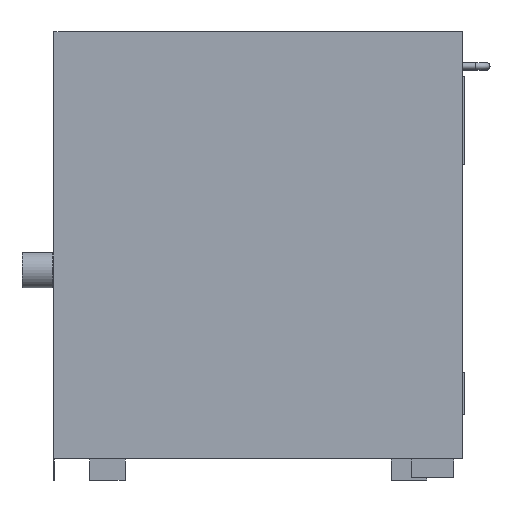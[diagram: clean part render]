
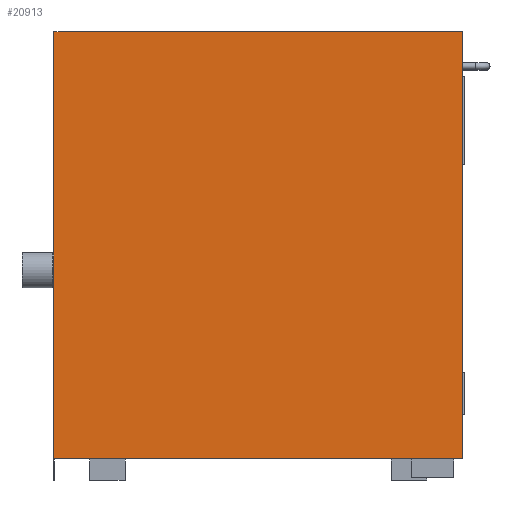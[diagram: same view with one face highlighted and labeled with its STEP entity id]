
A CAD part, left-side view. The second image highlights one B-rep face of the part: STEP entity #20913.
In plain terms, the highlighted planar face has unit normal (-1, 0, 0).
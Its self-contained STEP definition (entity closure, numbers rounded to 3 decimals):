
#1497=FACE_OUTER_BOUND('',#2675,.T.);
#2675=EDGE_LOOP('',(#13629,#13630,#13631,#13632,#13633,#13634));
#4068=LINE('',#27677,#6227);
#4078=LINE('',#27701,#6237);
#4101=LINE('',#27747,#6260);
#4103=LINE('',#27751,#6262);
#4170=LINE('',#27888,#6329);
#4213=LINE('',#27997,#6372);
#6227=VECTOR('',#23331,10.);
#6237=VECTOR('',#23353,10.);
#6260=VECTOR('',#23394,10.);
#6262=VECTOR('',#23398,10.);
#6329=VECTOR('',#23513,10.);
#6372=VECTOR('',#23628,10.);
#8359=VERTEX_POINT('',#27675);
#8360=VERTEX_POINT('',#27676);
#8367=VERTEX_POINT('',#27697);
#8382=VERTEX_POINT('',#27745);
#8383=VERTEX_POINT('',#27749);
#8429=VERTEX_POINT('',#27886);
#10342=EDGE_CURVE('',#8359,#8360,#4068,.T.);
#10354=EDGE_CURVE('',#8360,#8367,#4078,.T.);
#10377=EDGE_CURVE('',#8359,#8382,#4101,.T.);
#10379=EDGE_CURVE('',#8383,#8382,#4103,.T.);
#10446=EDGE_CURVE('',#8429,#8383,#4170,.T.);
#10495=EDGE_CURVE('',#8367,#8429,#4213,.T.);
#13629=ORIENTED_EDGE('',*,*,#10495,.F.);
#13630=ORIENTED_EDGE('',*,*,#10354,.F.);
#13631=ORIENTED_EDGE('',*,*,#10342,.F.);
#13632=ORIENTED_EDGE('',*,*,#10377,.T.);
#13633=ORIENTED_EDGE('',*,*,#10379,.F.);
#13634=ORIENTED_EDGE('',*,*,#10446,.F.);
#19011=PLANE('',#22183);
#20913=ADVANCED_FACE('',(#1497),#19011,.T.);
#22183=AXIS2_PLACEMENT_3D('',#27996,#23626,#23627);
#23331=DIRECTION('',(0.,0.,1.));
#23353=DIRECTION('',(0.,-1.,0.));
#23394=DIRECTION('',(0.,-1.,0.));
#23398=DIRECTION('',(0.,0.,-1.));
#23513=DIRECTION('',(0.,1.,0.));
#23626=DIRECTION('center_axis',(-1.,0.,0.));
#23627=DIRECTION('ref_axis',(0.,-1.,0.));
#23628=DIRECTION('',(0.,0.,-1.));
#27675=CARTESIAN_POINT('',(-551.,287.,-330.44));
#27676=CARTESIAN_POINT('',(-551.,287.,300.44));
#27677=CARTESIAN_POINT('',(-551.,287.,0.));
#27697=CARTESIAN_POINT('',(-551.,-287.,300.44));
#27701=CARTESIAN_POINT('',(-551.,287.,300.44));
#27745=CARTESIAN_POINT('',(-551.,286.9,-330.44));
#27747=CARTESIAN_POINT('',(-551.,287.,-330.44));
#27749=CARTESIAN_POINT('',(-551.,286.9,-300.44));
#27751=CARTESIAN_POINT('',(-551.,286.9,-330.44));
#27886=CARTESIAN_POINT('',(-551.,-287.,-300.44));
#27888=CARTESIAN_POINT('',(-551.,287.,-300.44));
#27996=CARTESIAN_POINT('Origin',(-551.,287.,0.));
#27997=CARTESIAN_POINT('',(-551.,-287.,0.));
